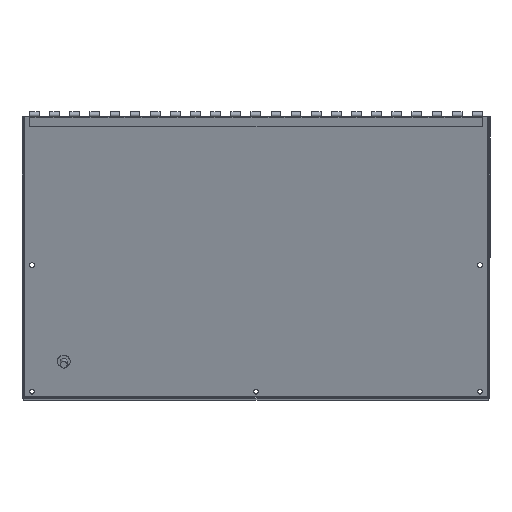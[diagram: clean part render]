
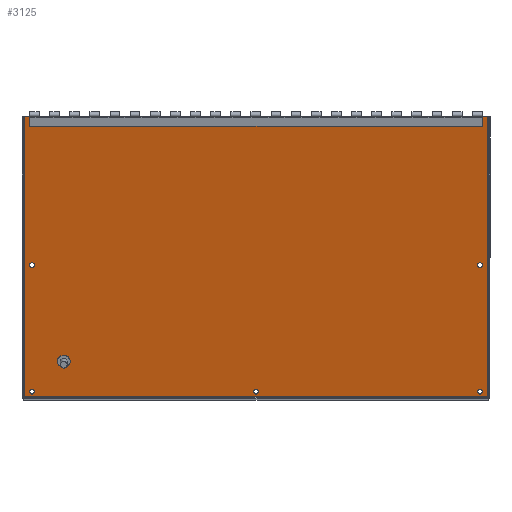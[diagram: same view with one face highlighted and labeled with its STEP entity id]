
A CAD part, front view. The second image highlights one B-rep face of the part: STEP entity #3125.
In plain terms, the highlighted face is planar.
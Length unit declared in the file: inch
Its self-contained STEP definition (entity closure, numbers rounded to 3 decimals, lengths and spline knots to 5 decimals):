
#33=FACE_BOUND('',#388,.T.);
#34=FACE_BOUND('',#389,.T.);
#35=FACE_BOUND('',#390,.T.);
#36=FACE_BOUND('',#391,.T.);
#37=FACE_BOUND('',#392,.T.);
#113=PLANE('',#3368);
#227=FACE_OUTER_BOUND('',#387,.T.);
#387=EDGE_LOOP('',(#2135,#2136,#2137,#2138));
#388=EDGE_LOOP('',(#2139));
#389=EDGE_LOOP('',(#2140));
#390=EDGE_LOOP('',(#2141));
#391=EDGE_LOOP('',(#2142));
#392=EDGE_LOOP('',(#2143));
#592=LINE('',#4552,#902);
#607=LINE('',#4652,#917);
#622=LINE('',#4721,#932);
#623=LINE('',#4723,#933);
#902=VECTOR('',#3657,0.3937);
#917=VECTOR('',#3686,0.3937);
#932=VECTOR('',#3721,0.3937);
#933=VECTOR('',#3724,0.3937);
#1197=CIRCLE('',#3339,0.125);
#1202=CIRCLE('',#3369,0.125);
#1203=CIRCLE('',#3370,0.125);
#1204=CIRCLE('',#3371,0.125);
#1205=CIRCLE('',#3372,0.125);
#1310=VERTEX_POINT('',#4478);
#1319=VERTEX_POINT('',#4507);
#1321=VERTEX_POINT('',#4535);
#1331=VERTEX_POINT('',#4607);
#1341=VERTEX_POINT('',#4682);
#1343=VERTEX_POINT('',#4726);
#1344=VERTEX_POINT('',#4728);
#1345=VERTEX_POINT('',#4730);
#1346=VERTEX_POINT('',#4732);
#1590=EDGE_CURVE('',#1310,#1310,#1197,.T.);
#1610=EDGE_CURVE('',#1319,#1321,#592,.T.);
#1629=EDGE_CURVE('',#1321,#1331,#607,.T.);
#1648=EDGE_CURVE('',#1331,#1341,#622,.T.);
#1649=EDGE_CURVE('',#1341,#1319,#623,.T.);
#1651=EDGE_CURVE('',#1343,#1343,#1202,.T.);
#1652=EDGE_CURVE('',#1344,#1344,#1203,.T.);
#1653=EDGE_CURVE('',#1345,#1345,#1204,.T.);
#1654=EDGE_CURVE('',#1346,#1346,#1205,.T.);
#2135=ORIENTED_EDGE('',*,*,#1610,.T.);
#2136=ORIENTED_EDGE('',*,*,#1629,.T.);
#2137=ORIENTED_EDGE('',*,*,#1648,.T.);
#2138=ORIENTED_EDGE('',*,*,#1649,.T.);
#2139=ORIENTED_EDGE('',*,*,#1590,.T.);
#2140=ORIENTED_EDGE('',*,*,#1651,.T.);
#2141=ORIENTED_EDGE('',*,*,#1652,.T.);
#2142=ORIENTED_EDGE('',*,*,#1653,.T.);
#2143=ORIENTED_EDGE('',*,*,#1654,.T.);
#3125=ADVANCED_FACE('',(#227,#33,#34,#35,#36,#37),#113,.F.);
#3339=AXIS2_PLACEMENT_3D('',#4480,#3620,#3621);
#3368=AXIS2_PLACEMENT_3D('',#4725,#3726,#3727);
#3369=AXIS2_PLACEMENT_3D('',#4727,#3728,#3729);
#3370=AXIS2_PLACEMENT_3D('',#4729,#3730,#3731);
#3371=AXIS2_PLACEMENT_3D('',#4731,#3732,#3733);
#3372=AXIS2_PLACEMENT_3D('',#4733,#3734,#3735);
#3620=DIRECTION('center_axis',(0.,0.,1.));
#3621=DIRECTION('ref_axis',(-1.,0.,0.));
#3657=DIRECTION('',(0.,1.,0.));
#3686=DIRECTION('',(1.,0.,0.));
#3721=DIRECTION('',(0.,-1.,0.));
#3724=DIRECTION('',(-1.,0.,0.));
#3726=DIRECTION('center_axis',(0.,0.,1.));
#3727=DIRECTION('ref_axis',(1.,0.,0.));
#3728=DIRECTION('center_axis',(0.,0.,1.));
#3729=DIRECTION('ref_axis',(-1.,0.,0.));
#3730=DIRECTION('center_axis',(0.,0.,1.));
#3731=DIRECTION('ref_axis',(-1.,0.,0.));
#3732=DIRECTION('center_axis',(0.,0.,1.));
#3733=DIRECTION('ref_axis',(-1.,0.,0.));
#3734=DIRECTION('center_axis',(0.,0.,1.));
#3735=DIRECTION('ref_axis',(-1.,0.,0.));
#4478=CARTESIAN_POINT('',(0.125,6.875,0.));
#4480=CARTESIAN_POINT('Origin',(0.,6.875,0.));
#4507=CARTESIAN_POINT('',(-11.51975,-7.25,0.));
#4535=CARTESIAN_POINT('',(-11.51975,7.14475,0.));
#4552=CARTESIAN_POINT('',(-11.51975,3.57238,0.));
#4607=CARTESIAN_POINT('',(11.51975,7.14475,0.));
#4652=CARTESIAN_POINT('',(5.75988,7.14475,0.));
#4682=CARTESIAN_POINT('',(11.51975,-7.25,0.));
#4721=CARTESIAN_POINT('',(11.51975,-3.625,0.));
#4723=CARTESIAN_POINT('',(11.625,-7.25,0.));
#4725=CARTESIAN_POINT('Origin',(0.,0.,
0.));
#4726=CARTESIAN_POINT('',(11.25,0.375,0.));
#4727=CARTESIAN_POINT('Origin',(11.125,0.375,0.));
#4728=CARTESIAN_POINT('',(11.25,6.875,0.));
#4729=CARTESIAN_POINT('Origin',(11.125,6.875,0.));
#4730=CARTESIAN_POINT('',(-11.,6.875,0.));
#4731=CARTESIAN_POINT('Origin',(-11.125,6.875,0.));
#4732=CARTESIAN_POINT('',(-11.,0.375,0.));
#4733=CARTESIAN_POINT('Origin',(-11.125,0.375,0.));
